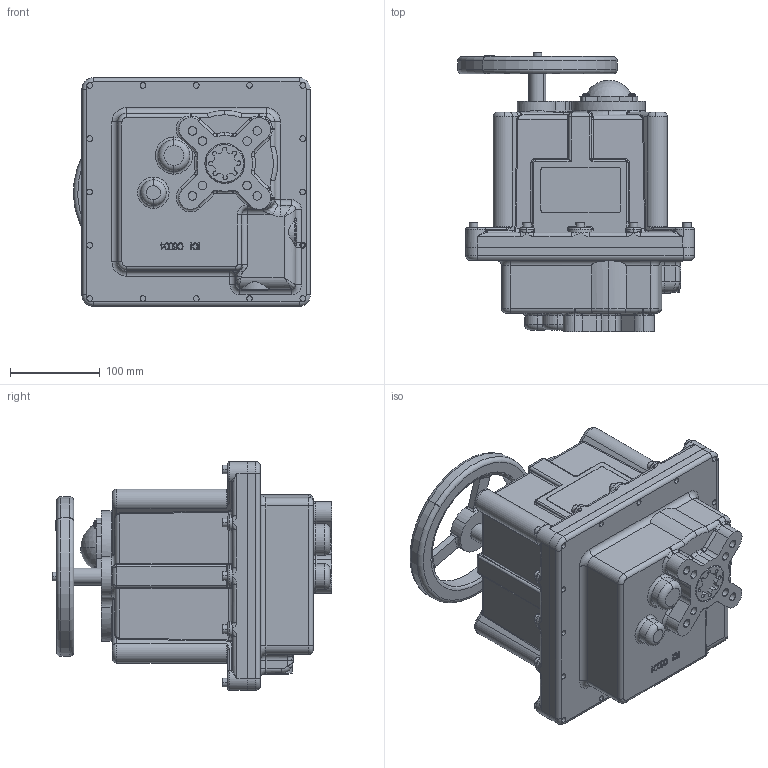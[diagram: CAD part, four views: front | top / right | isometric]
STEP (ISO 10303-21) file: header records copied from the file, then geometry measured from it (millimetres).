
FILE_DESCRIPTION (( 'STEP AP214' ), '1' );
FILE_NAME ('L Series with 4004F10 Female Output.STEP', '2014-05-12T18:35:39', ( 'Owner' ), ( '' ), 'SwSTEP 2.0', 'SolidWorks 2014', '' );
FILE_SCHEMA (( 'AUTOMOTIVE_DESIGN' ));
Length unit declared in the file: inch
Products named in the file (1): L Series with 4004F10 Female Output
Bounding box: 263.4 x 310.53 x 254.1 mm (x, y, z)
Volume: 8963538.3 mm3; surface area: 426751.9 mm2
Topology: 4 solids, 5 shells, 1876 faces, 4634 edges, 2781 vertices
Faces by surface type: cylinder 610, plane 530, bspline 308, torus 209, cone 197, sphere 22
Entity records: 85816 total; most frequent: CARTESIAN_POINT 36101, ORIENTED_EDGE 9088, DIRECTION 8232, EDGE_CURVE 4544, AXIS2_PLACEMENT_3D 3278, VERTEX_POINT 2780, EDGE_LOOP 1984, FACE_OUTER_BOUND 1876
